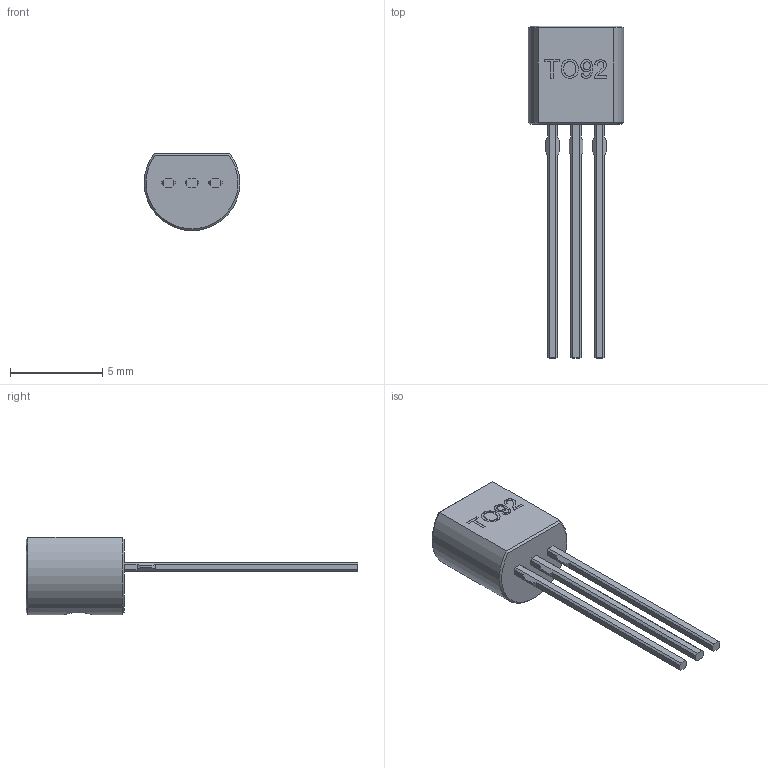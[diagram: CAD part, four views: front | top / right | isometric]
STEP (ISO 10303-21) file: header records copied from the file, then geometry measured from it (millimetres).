
FILE_DESCRIPTION (( 'STEP AP214' ), '1' );
FILE_NAME ('TO92.STEP', '2024-02-20T17:35:38', ( 'M.B.I.' ), ( '' ), 'SwSTEP 2.0', '', '' );
FILE_SCHEMA (( 'AUTOMOTIVE_DESIGN' ));
Length unit declared in the file: millimetre
Products named in the file (1): TO92
Bounding box: 5.2 x 18.03 x 4.2 mm (x, y, z)
Volume: 106.9 mm3; surface area: 198.7 mm2
Topology: 1 solids, 10 shells, 238 faces, 622 edges, 413 vertices
Faces by surface type: plane 126, bspline 105, cylinder 4, cone 3
Entity records: 12364 total; most frequent: CARTESIAN_POINT 6173, ORIENTED_EDGE 1244, DIRECTION 681, EDGE_CURVE 622, VERTEX_POINT 413, LINE 395, VECTOR 395, EDGE_LOOP 247
